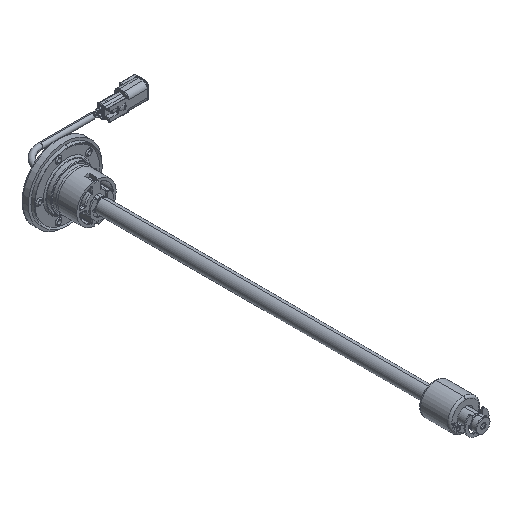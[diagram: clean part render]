
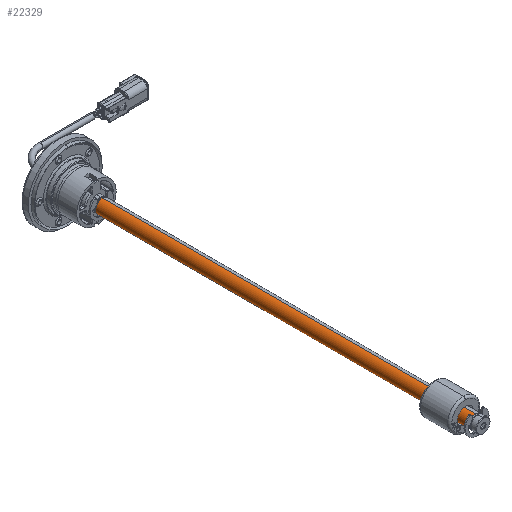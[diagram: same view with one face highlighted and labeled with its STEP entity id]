
A CAD part, isometric view. The second image highlights one B-rep face of the part: STEP entity #22329.
In plain terms, the highlighted cylindrical face has radius 6.5 mm (diameter 13 mm), a partial arc.
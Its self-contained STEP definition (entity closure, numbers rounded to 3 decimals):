
#869 = EDGE_CURVE ( 'NONE', #29230, #33123, #25750, .T. ) ;
#3099 = CARTESIAN_POINT ( 'NONE',  ( 0., -390.889, 6.5 ) ) ;
#6136 = VECTOR ( 'NONE', #30923, 1000. ) ;
#6846 = EDGE_CURVE ( 'NONE', #29230, #13282, #36054, .T. ) ;
#7506 = EDGE_LOOP ( 'NONE', ( #22137, #12534, #31925, #33792 ) ) ;
#8800 = LINE ( 'NONE', #3099, #19174 ) ;
#9316 = VERTEX_POINT ( 'NONE', #13856 ) ;
#10418 = DIRECTION ( 'NONE',  ( 0., 1., 0. ) ) ;
#10671 = AXIS2_PLACEMENT_3D ( 'NONE', #22694, #17150, #20816 ) ;
#12114 = CARTESIAN_POINT ( 'NONE',  ( 0., -5.4, 6.5 ) ) ;
#12534 = ORIENTED_EDGE ( 'NONE', *, *, #6846, .F. ) ;
#13282 = VERTEX_POINT ( 'NONE', #12114 ) ;
#13856 = CARTESIAN_POINT ( 'NONE',  ( 0., -363.6, 6.5 ) ) ;
#15326 = EDGE_CURVE ( 'NONE', #13282, #9316, #8800, .T. ) ;
#16205 = CARTESIAN_POINT ( 'NONE',  ( 0., -363.6, -6.5 ) ) ;
#16706 = CARTESIAN_POINT ( 'NONE',  ( 0., -363.6, 0. ) ) ;
#17150 = DIRECTION ( 'NONE',  ( 0., 1., 0. ) ) ;
#19174 = VECTOR ( 'NONE', #34103, 1000. ) ;
#20816 = DIRECTION ( 'NONE',  ( 0., 0., 1. ) ) ;
#21311 = CARTESIAN_POINT ( 'NONE',  ( 0., -390.889, 0. ) ) ;
#22137 = ORIENTED_EDGE ( 'NONE', *, *, #15326, .F. ) ;
#22329 = ADVANCED_FACE ( 'NONE', ( #32726 ), #27009, .T. ) ;
#22694 = CARTESIAN_POINT ( 'NONE',  ( 0., -5.4, 0. ) ) ;
#23013 = CARTESIAN_POINT ( 'NONE',  ( 0., -390.889, -6.5 ) ) ;
#24331 = AXIS2_PLACEMENT_3D ( 'NONE', #16706, #10418, #27951 ) ;
#25122 = CARTESIAN_POINT ( 'NONE',  ( 0., -5.4, -6.5 ) ) ;
#25750 = LINE ( 'NONE', #23013, #6136 ) ;
#27009 = CYLINDRICAL_SURFACE ( 'NONE', #34844, 6.5 ) ;
#27833 = CIRCLE ( 'NONE', #24331, 6.5 ) ;
#27951 = DIRECTION ( 'NONE',  ( 0., 0., 1. ) ) ;
#28059 = EDGE_CURVE ( 'NONE', #33123, #9316, #27833, .T. ) ;
#29216 = DIRECTION ( 'NONE',  ( 0., 0., -1. ) ) ;
#29230 = VERTEX_POINT ( 'NONE', #25122 ) ;
#30923 = DIRECTION ( 'NONE',  ( 0., -1., 0. ) ) ;
#31925 = ORIENTED_EDGE ( 'NONE', *, *, #869, .T. ) ;
#32005 = DIRECTION ( 'NONE',  ( 0., -1., 0. ) ) ;
#32726 = FACE_OUTER_BOUND ( 'NONE', #7506, .T. ) ;
#33123 = VERTEX_POINT ( 'NONE', #16205 ) ;
#33792 = ORIENTED_EDGE ( 'NONE', *, *, #28059, .T. ) ;
#34103 = DIRECTION ( 'NONE',  ( 0., -1., 0. ) ) ;
#34844 = AXIS2_PLACEMENT_3D ( 'NONE', #21311, #32005, #29216 ) ;
#36054 = CIRCLE ( 'NONE', #10671, 6.5 ) ;
